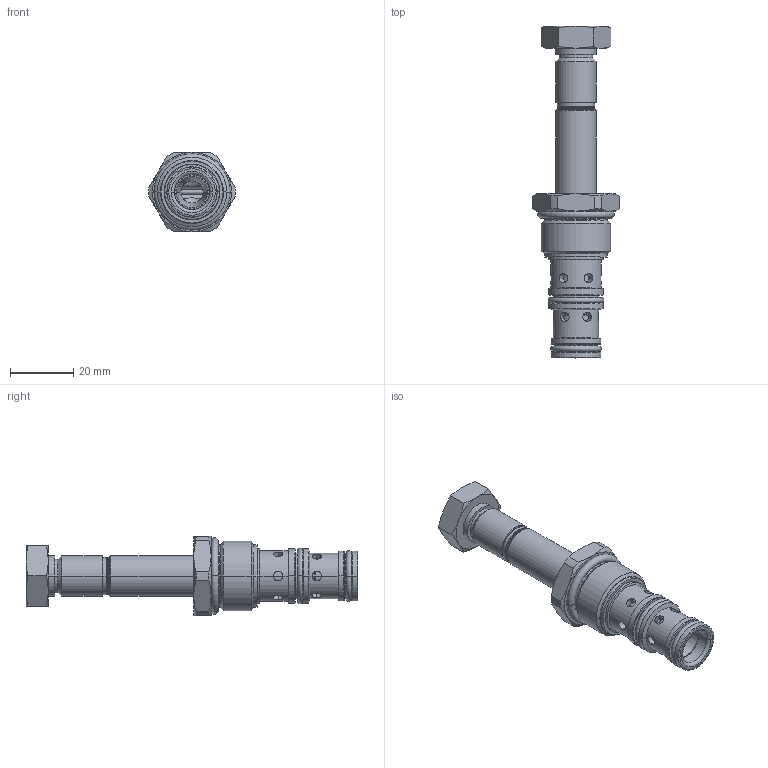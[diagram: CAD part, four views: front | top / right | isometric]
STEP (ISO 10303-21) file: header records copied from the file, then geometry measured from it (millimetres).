
FILE_DESCRIPTION((''),'2;1');
FILE_NAME('DMUQXHN','2022-09-01T10:32:42',('AlainG'),('Sun Hydraulics LLC'),'CREO PARAMETRIC BY PTC INC, 2021072','CREO PARAMETRIC BY PTC INC, 2021072','');
FILE_SCHEMA(('AUTOMOTIVE_DESIGN { 1 0 10303 214 1 1 1 1 }'));
Length unit declared in the file: inch
Products named in the file (1): DMUQXHN
Bounding box: 27.5 x 104.9 x 25 mm (x, y, z)
Volume: 16412.4 mm3; surface area: 13424.8 mm2
Topology: 3 solids, 3 shells, 705 faces, 2136 edges, 1386 vertices
Faces by surface type: plane 344, cylinder 231, cone 84, torus 46
Entity records: 28906 total; most frequent: CARTESIAN_POINT 8646, ORIENTED_EDGE 4272, DIRECTION 4060, EDGE_CURVE 2136, AXIS2_PLACEMENT_3D 1546, VERTEX_POINT 1386, VECTOR 965, LINE 965
